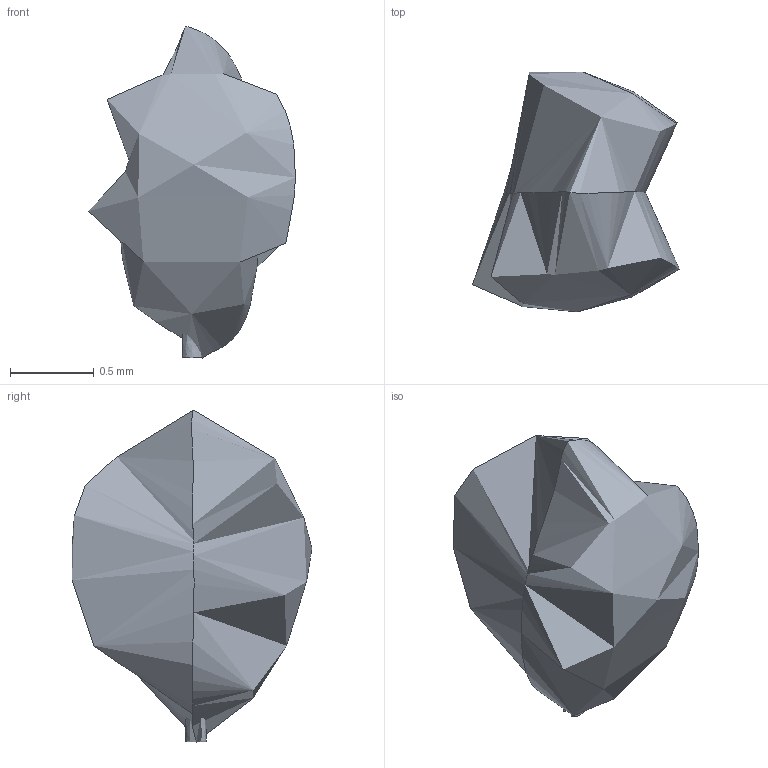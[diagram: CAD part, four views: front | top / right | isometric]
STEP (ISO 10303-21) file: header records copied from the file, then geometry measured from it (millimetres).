
FILE_DESCRIPTION(('Open CASCADE Model'),'2;1');
FILE_NAME('Open CASCADE Shape Model','2024-12-04T21:57:54',('Author'),( 'Open CASCADE'),'Open CASCADE STEP processor 7.5','Open CASCADE 7.5' ,'Unknown');
FILE_SCHEMA(('CONFIG_CONTROL_DESIGN'));
Length unit declared in the file: millimetre
Products named in the file (1): Open CASCADE STEP translator 7.5 4895
Bounding box: 1.23 x 1.43 x 1.98 mm (x, y, z)
Volume: 1.8 mm3; surface area: 7.1 mm2
Topology: 1 solids, 1 shells, 5 faces, 10 edges, 4 vertices
Faces by surface type: bspline 5
Entity records: 461 total; most frequent: CARTESIAN_POINT 302, B_SPLINE_CURVE_WITH_KNOTS 24, ORIENTED_EDGE 16, PCURVE 16, DEFINITIONAL_REPRESENTATION 16, EDGE_CURVE 8, SURFACE_CURVE 8, ADVANCED_FACE 5
